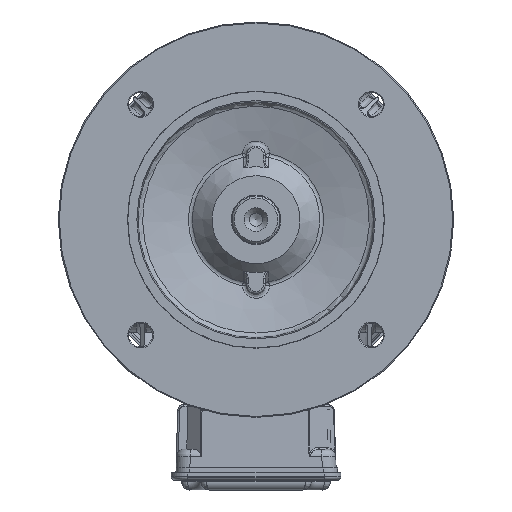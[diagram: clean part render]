
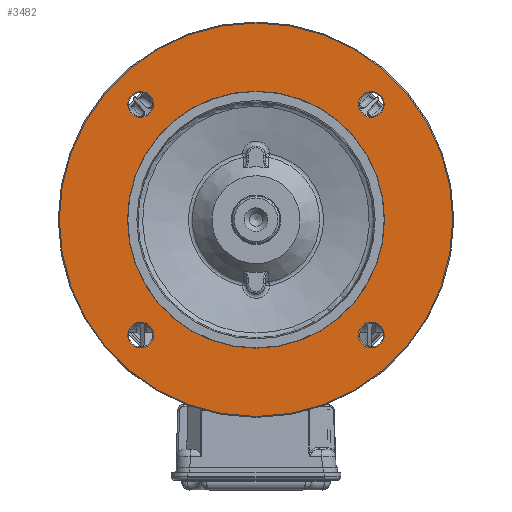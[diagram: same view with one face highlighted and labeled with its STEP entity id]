
A CAD part, left-side view. The second image highlights one B-rep face of the part: STEP entity #3482.
In plain terms, the highlighted planar face has unit normal (-1, 0, 0).
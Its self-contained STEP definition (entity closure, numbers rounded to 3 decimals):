
#3482 = ADVANCED_FACE( '', ( #9812, #9813, #9814, #9815, #9816, #9817 ), #9818, .T. );
#9812 = FACE_BOUND( '', #23186, .T. );
#9813 = FACE_BOUND( '', #23187, .T. );
#9814 = FACE_BOUND( '', #23188, .T. );
#9815 = FACE_BOUND( '', #23189, .T. );
#9816 = FACE_OUTER_BOUND( '', #23190, .T. );
#9817 = FACE_BOUND( '', #23191, .T. );
#9818 = PLANE( '', #23192 );
#23186 = EDGE_LOOP( '', ( #88087 ) );
#23187 = EDGE_LOOP( '', ( #88088 ) );
#23188 = EDGE_LOOP( '', ( #88089 ) );
#23189 = EDGE_LOOP( '', ( #88090 ) );
#23190 = EDGE_LOOP( '', ( #88091 ) );
#23191 = EDGE_LOOP( '', ( #88092 ) );
#23192 = AXIS2_PLACEMENT_3D( '', #88093, #88094, #88095 );
#88087 = ORIENTED_EDGE( '', *, *, #111255, .T. );
#88088 = ORIENTED_EDGE( '', *, *, #111256, .T. );
#88089 = ORIENTED_EDGE( '', *, *, #111257, .T. );
#88090 = ORIENTED_EDGE( '', *, *, #111258, .T. );
#88091 = ORIENTED_EDGE( '', *, *, #111259, .T. );
#88092 = ORIENTED_EDGE( '', *, *, #111260, .F. );
#88093 = CARTESIAN_POINT( '', ( -30.87, 65., 0. ) );
#88094 = DIRECTION( '', ( -1., 0., 0. ) );
#88095 = DIRECTION( '', ( 0., 0., 1. ) );
#111255 = EDGE_CURVE( '', #122015, #122015, #122016, .F. );
#111256 = EDGE_CURVE( '', #122017, #122017, #122018, .F. );
#111257 = EDGE_CURVE( '', #122019, #122019, #122020, .F. );
#111258 = EDGE_CURVE( '', #122021, #122021, #122022, .F. );
#111259 = EDGE_CURVE( '', #122023, #122023, #122024, .T. );
#111260 = EDGE_CURVE( '', #122025, #122025, #122026, .T. );
#122015 = VERTEX_POINT( '', #140362 );
#122016 = CIRCLE( '', #140363, 6.5 );
#122017 = VERTEX_POINT( '', #140364 );
#122018 = CIRCLE( '', #140365, 6.5 );
#122019 = VERTEX_POINT( '', #140366 );
#122020 = CIRCLE( '', #140367, 6.5 );
#122021 = VERTEX_POINT( '', #140368 );
#122022 = CIRCLE( '', #140369, 6.5 );
#122023 = VERTEX_POINT( '', #140370 );
#122024 = CIRCLE( '', #140371, 99.5 );
#122025 = VERTEX_POINT( '', #140372 );
#122026 = CIRCLE( '', #140373, 65. );
#140362 = CARTESIAN_POINT( '', ( -30.87, -58.336, -51.836 ) );
#140363 = AXIS2_PLACEMENT_3D( '', #181406, #181407, #181408 );
#140364 = CARTESIAN_POINT( '', ( -30.87, 58.336, 64.836 ) );
#140365 = AXIS2_PLACEMENT_3D( '', #181409, #181410, #181411 );
#140366 = CARTESIAN_POINT( '', ( -30.87, -58.336, 64.836 ) );
#140367 = AXIS2_PLACEMENT_3D( '', #181412, #181413, #181414 );
#140368 = CARTESIAN_POINT( '', ( -30.87, 58.336, -51.836 ) );
#140369 = AXIS2_PLACEMENT_3D( '', #181415, #181416, #181417 );
#140370 = CARTESIAN_POINT( '', ( -30.87, 0., 99.5 ) );
#140371 = AXIS2_PLACEMENT_3D( '', #181418, #181419, #181420 );
#140372 = CARTESIAN_POINT( '', ( -30.87, 0., 65. ) );
#140373 = AXIS2_PLACEMENT_3D( '', #181421, #181422, #181423 );
#181406 = CARTESIAN_POINT( '', ( -30.87, -58.336, -58.336 ) );
#181407 = DIRECTION( '', ( -1., 0., 0. ) );
#181408 = DIRECTION( '', ( 0., 0., 1. ) );
#181409 = CARTESIAN_POINT( '', ( -30.87, 58.336, 58.336 ) );
#181410 = DIRECTION( '', ( -1., 0., 0. ) );
#181411 = DIRECTION( '', ( 0., 0., 1. ) );
#181412 = CARTESIAN_POINT( '', ( -30.87, -58.336, 58.336 ) );
#181413 = DIRECTION( '', ( -1., 0., 0. ) );
#181414 = DIRECTION( '', ( 0., 0., 1. ) );
#181415 = CARTESIAN_POINT( '', ( -30.87, 58.336, -58.336 ) );
#181416 = DIRECTION( '', ( -1., 0., 0. ) );
#181417 = DIRECTION( '', ( 0., 0., 1. ) );
#181418 = CARTESIAN_POINT( '', ( -30.87, 0., 0. ) );
#181419 = DIRECTION( '', ( -1., 0., 0. ) );
#181420 = DIRECTION( '', ( 0., 0., 1. ) );
#181421 = CARTESIAN_POINT( '', ( -30.87, 0., 0. ) );
#181422 = DIRECTION( '', ( -1., 0., 0. ) );
#181423 = DIRECTION( '', ( 0., 0., 1. ) );
